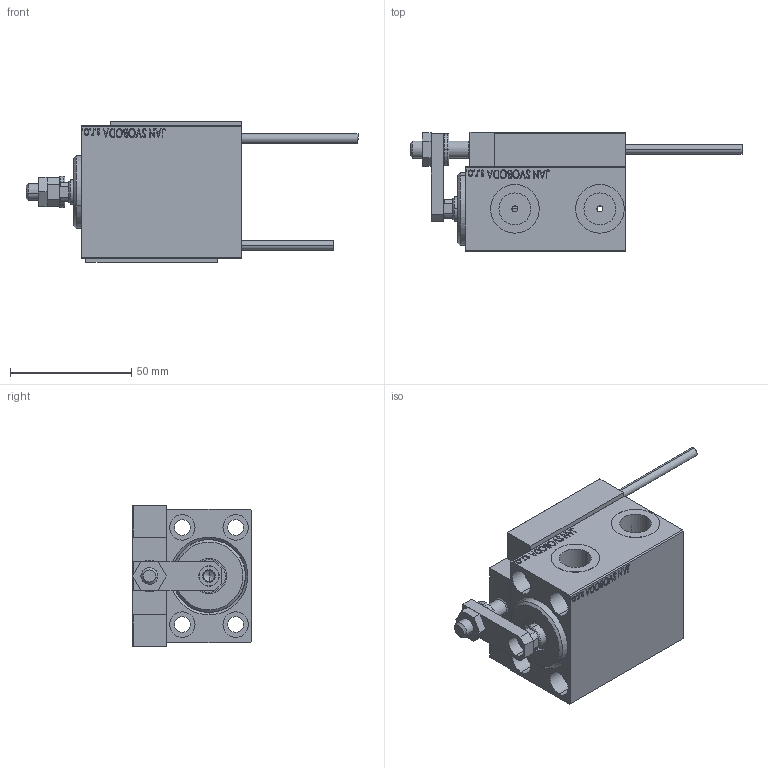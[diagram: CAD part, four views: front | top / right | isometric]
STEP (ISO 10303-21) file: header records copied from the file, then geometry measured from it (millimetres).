
FILE_DESCRIPTION (( 'STEP AP203' ), '1' );
FILE_NAME ('83b5.STEP', '2022-04-17T12:45:38', ( '' ), ( '' ), 'SwSTEP 2.0', 'SolidWorks 2019', '' );
FILE_SCHEMA (( 'CONFIG_CONTROL_DESIGN' ));
Length unit declared in the file: millimetre
Products named in the file (15): V450CM_VC_B ea5c0957d609c5e59fd82cddf4165917; ZARAZKA ea5c0957d609c5e59fd82cddf4165917; SWITCH X ea5c0957d609c5e59fd82cddf4165917; SWITCH_X_FRONT_BACK ea5c0957d609c5e59fd82cddf4165917; V450CM_C_Body ea5c0957d609c5e59fd82cddf4165917; ALLEN BOLT D5 ea5c0957d609c5e59fd82cddf4165917; 83b5; KONCOVKA ea5c0957d609c5e59fd82cddf4165917; V450CM_C_VCP ea5c0957d609c5e59fd82cddf4165917; Block ea5c0957d609c5e59fd82cddf4165917; MAGNET ea5c0957d609c5e59fd82cddf4165917; ALLEN BOLT D8 ea5c0957d609c5e59fd82cddf4165917; SWITCH DIM B,W ea5c0957d609c5e59fd82cddf4165917; TYC_L79 ea5c0957d609c5e59fd82cddf4165917; NUT_D12 ea5c0957d609c5e59fd82cddf4165917
Assembly tree (24 placements, depth 3):
  83b5
    V450CM_C_Body ea5c0957d609c5e59fd82cddf4165917
    SWITCH X ea5c0957d609c5e59fd82cddf4165917
      SWITCH_X_FRONT_BACK ea5c0957d609c5e59fd82cddf4165917  x2
      TYC_L79 ea5c0957d609c5e59fd82cddf4165917
      Block ea5c0957d609c5e59fd82cddf4165917  x2
      ALLEN BOLT D5 ea5c0957d609c5e59fd82cddf4165917  x4
      ALLEN BOLT D8 ea5c0957d609c5e59fd82cddf4165917  x4
      MAGNET ea5c0957d609c5e59fd82cddf4165917  x2
      KONCOVKA ea5c0957d609c5e59fd82cddf4165917  x2
    NUT_D12 ea5c0957d609c5e59fd82cddf4165917
    SWITCH DIM B,W ea5c0957d609c5e59fd82cddf4165917
    ZARAZKA ea5c0957d609c5e59fd82cddf4165917
    V450CM_C_VCP ea5c0957d609c5e59fd82cddf4165917
    V450CM_VC_B ea5c0957d609c5e59fd82cddf4165917
Bounding box: 136.7 x 49 x 58 mm (x, y, z)
Volume: 149406.4 mm3; surface area: 52957.3 mm2
Topology: 23 solids, 23 shells, 1299 faces, 3106 edges, 1987 vertices
Faces by surface type: plane 565, bspline 380, cylinder 200, cone 106, torus 44, sphere 4
Entity records: 50743 total; most frequent: CARTESIAN_POINT 26069, ORIENTED_EDGE 5232, DIRECTION 3554, EDGE_CURVE 2616, VERTEX_POINT 1711, VECTOR 1498, LINE 1498, EDGE_LOOP 1217
